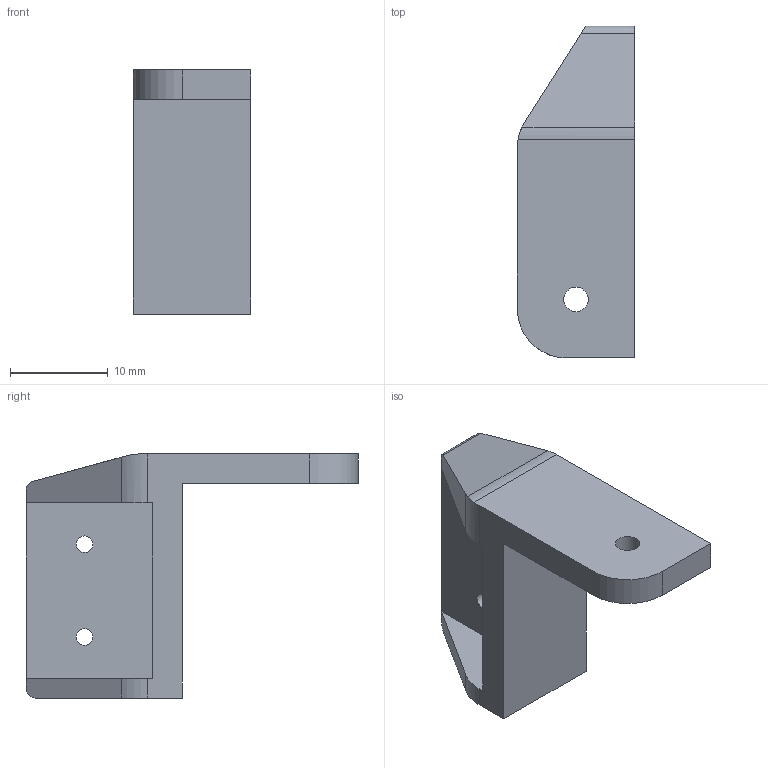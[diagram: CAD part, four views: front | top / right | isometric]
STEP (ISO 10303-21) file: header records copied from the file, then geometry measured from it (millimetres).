
FILE_DESCRIPTION(/* description */ (''),/* implementation_level */ '2;1');
FILE_NAME(/* name */ 'Z+_limit_switch_support v1.step',/* time_stamp */ '2023-01-03T15:42:12+01:00',/* author */ (''),/* organization */ (''),/* preprocessor_version */ 'ST-DEVELOPER v19.2',/* originating_system */ 'Autodesk Translation Framework v11.17.0.187',/* authorisation */ '');
FILE_SCHEMA (('AUTOMOTIVE_DESIGN { 1 0 10303 214 3 1 1 }'));
Length unit declared in the file: millimetre
Products named in the file (1): Z+_limit_switch_support
Bounding box: 12 x 34 x 25 mm (x, y, z)
Volume: 3362.7 mm3; surface area: 2305.2 mm2
Topology: 1 solids, 1 shells, 24 faces, 64 edges, 42 vertices
Faces by surface type: plane 15, cylinder 9
Full cylindrical faces by diameter (mm): 1.7 x2, 2.5 x1
Entity records: 798 total; most frequent: CARTESIAN_POINT 136, DIRECTION 131, ORIENTED_EDGE 128, EDGE_CURVE 64, LINE 45, VECTOR 45, AXIS2_PLACEMENT_3D 43, VERTEX_POINT 42
